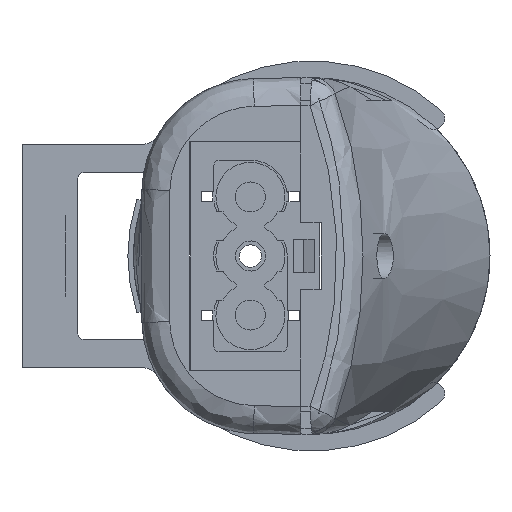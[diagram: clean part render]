
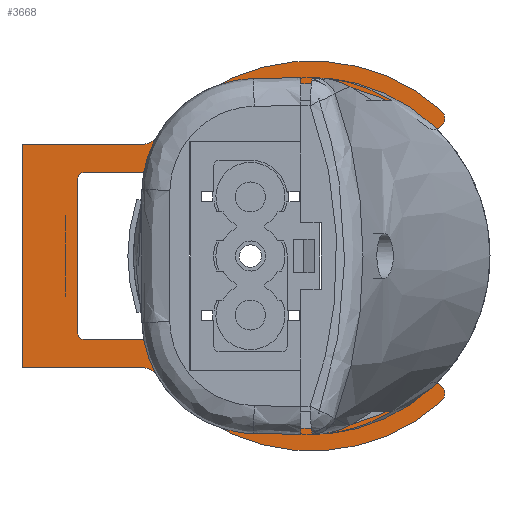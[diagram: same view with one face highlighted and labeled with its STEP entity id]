
A CAD part, left-side view. The second image highlights one B-rep face of the part: STEP entity #3668.
In plain terms, the highlighted planar face has unit normal (-1, 0, 0).
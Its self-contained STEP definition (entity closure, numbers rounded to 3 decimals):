
#80=PLANE('',#3935);
#415=FACE_OUTER_BOUND('',#551,.T.);
#551=EDGE_LOOP('',(#3305,#3306,#3307,#3308,#3309,#3310,#3311,#3312,#3313,
#3314,#3315,#3316,#3317,#3318,#3319,#3320,#3321,#3322));
#790=LINE('',#8310,#1077);
#793=LINE('',#8322,#1080);
#801=LINE('',#8339,#1088);
#806=LINE('',#8349,#1093);
#808=LINE('',#8354,#1095);
#817=LINE('',#8402,#1104);
#1077=VECTOR('',#4573,10.63);
#1080=VECTOR('',#4584,10.63);
#1088=VECTOR('',#4596,14.);
#1093=VECTOR('',#4603,6.644);
#1095=VECTOR('',#4607,6.644);
#1104=VECTOR('',#4666,20.);
#1300=CIRCLE('',#3906,2.);
#1301=CIRCLE('',#3909,2.);
#1314=CIRCLE('',#3928,17.5);
#1315=CIRCLE('',#3930,17.5);
#1316=CIRCLE('',#3932,1.);
#1317=CIRCLE('',#3934,1.);
#1318=CIRCLE('',#3936,0.5);
#1319=CIRCLE('',#3937,0.5);
#1320=CIRCLE('',#3938,0.5);
#1321=CIRCLE('',#3939,0.5);
#1322=CIRCLE('',#3940,15.5);
#1323=CIRCLE('',#3941,15.5);
#1812=VERTEX_POINT('',#8300);
#1813=VERTEX_POINT('',#8302);
#1815=VERTEX_POINT('',#8308);
#1816=VERTEX_POINT('',#8312);
#1817=VERTEX_POINT('',#8313);
#1820=VERTEX_POINT('',#8321);
#1826=VERTEX_POINT('',#8336);
#1827=VERTEX_POINT('',#8338);
#1829=VERTEX_POINT('',#8343);
#1831=VERTEX_POINT('',#8347);
#1832=VERTEX_POINT('',#8351);
#1833=VERTEX_POINT('',#8353);
#1842=VERTEX_POINT('',#8379);
#1843=VERTEX_POINT('',#8383);
#1844=VERTEX_POINT('',#8387);
#1845=VERTEX_POINT('',#8391);
#1846=VERTEX_POINT('',#8395);
#1847=VERTEX_POINT('',#8399);
#2456=EDGE_CURVE('',#1812,#1813,#1300,.T.);
#2460=EDGE_CURVE('',#1815,#1812,#790,.T.);
#2461=EDGE_CURVE('',#1816,#1817,#1301,.T.);
#2465=EDGE_CURVE('',#1820,#1817,#793,.T.);
#2474=EDGE_CURVE('',#1827,#1826,#801,.T.);
#2479=EDGE_CURVE('',#1829,#1831,#806,.T.);
#2481=EDGE_CURVE('',#1833,#1832,#808,.T.);
#2497=EDGE_CURVE('',#1816,#1842,#1314,.T.);
#2498=EDGE_CURVE('',#1843,#1813,#1315,.T.);
#2500=EDGE_CURVE('',#1843,#1844,#1316,.T.);
#2502=EDGE_CURVE('',#1845,#1842,#1317,.T.);
#2504=EDGE_CURVE('',#1833,#1846,#1318,.T.);
#2505=EDGE_CURVE('',#1827,#1832,#1319,.T.);
#2506=EDGE_CURVE('',#1829,#1826,#1320,.T.);
#2507=EDGE_CURVE('',#1847,#1831,#1321,.T.);
#2508=EDGE_CURVE('',#1847,#1844,#1322,.T.);
#2509=EDGE_CURVE('',#1820,#1815,#817,.T.);
#2510=EDGE_CURVE('',#1845,#1846,#1323,.T.);
#3305=ORIENTED_EDGE('',*,*,#2504,.F.);
#3306=ORIENTED_EDGE('',*,*,#2481,.T.);
#3307=ORIENTED_EDGE('',*,*,#2505,.F.);
#3308=ORIENTED_EDGE('',*,*,#2474,.T.);
#3309=ORIENTED_EDGE('',*,*,#2506,.F.);
#3310=ORIENTED_EDGE('',*,*,#2479,.T.);
#3311=ORIENTED_EDGE('',*,*,#2507,.F.);
#3312=ORIENTED_EDGE('',*,*,#2508,.T.);
#3313=ORIENTED_EDGE('',*,*,#2500,.F.);
#3314=ORIENTED_EDGE('',*,*,#2498,.T.);
#3315=ORIENTED_EDGE('',*,*,#2456,.F.);
#3316=ORIENTED_EDGE('',*,*,#2460,.F.);
#3317=ORIENTED_EDGE('',*,*,#2509,.F.);
#3318=ORIENTED_EDGE('',*,*,#2465,.T.);
#3319=ORIENTED_EDGE('',*,*,#2461,.F.);
#3320=ORIENTED_EDGE('',*,*,#2497,.T.);
#3321=ORIENTED_EDGE('',*,*,#2502,.F.);
#3322=ORIENTED_EDGE('',*,*,#2510,.T.);
#3668=ADVANCED_FACE('',(#415),#80,.T.);
#3906=AXIS2_PLACEMENT_3D('',#8303,#4566,#4567);
#3909=AXIS2_PLACEMENT_3D('',#8314,#4576,#4577);
#3928=AXIS2_PLACEMENT_3D('',#8381,#4637,#4638);
#3930=AXIS2_PLACEMENT_3D('',#8384,#4641,#4642);
#3932=AXIS2_PLACEMENT_3D('',#8388,#4646,#4647);
#3934=AXIS2_PLACEMENT_3D('',#8392,#4651,#4652);
#3935=AXIS2_PLACEMENT_3D('',#8394,#4654,#4655);
#3936=AXIS2_PLACEMENT_3D('',#8396,#4656,#4657);
#3937=AXIS2_PLACEMENT_3D('',#8397,#4658,#4659);
#3938=AXIS2_PLACEMENT_3D('',#8398,#4660,#4661);
#3939=AXIS2_PLACEMENT_3D('',#8400,#4662,#4663);
#3940=AXIS2_PLACEMENT_3D('',#8401,#4664,#4665);
#3941=AXIS2_PLACEMENT_3D('',#8403,#4667,#4668);
#4566=DIRECTION('center_axis',(-1.,0.,0.));
#4567=DIRECTION('ref_axis',(0.,-0.439,-0.899));
#4573=DIRECTION('',(0.,-1.,0.));
#4576=DIRECTION('center_axis',(-1.,0.,0.));
#4577=DIRECTION('ref_axis',(0.,-0.439,0.899));
#4584=DIRECTION('',(0.,-1.,0.));
#4596=DIRECTION('',(0.,0.,1.));
#4603=DIRECTION('',(0.,-1.,0.));
#4607=DIRECTION('',(0.,1.,0.));
#4637=DIRECTION('center_axis',(-1.,0.,0.));
#4638=DIRECTION('ref_axis',(0.,0.,-1.));
#4641=DIRECTION('center_axis',(-1.,0.,0.));
#4642=DIRECTION('ref_axis',(0.,0.,-1.));
#4646=DIRECTION('center_axis',(1.,0.,0.));
#4647=DIRECTION('ref_axis',(0.,-1.,0.03));
#4651=DIRECTION('center_axis',(1.,0.,0.));
#4652=DIRECTION('ref_axis',(0.,-0.03,1.));
#4654=DIRECTION('center_axis',(-1.,0.,0.));
#4655=DIRECTION('ref_axis',(0.,0.,-1.));
#4656=DIRECTION('center_axis',(1.,0.,0.));
#4657=DIRECTION('ref_axis',(0.,-0.5,0.866));
#4658=DIRECTION('center_axis',(-1.,0.,0.));
#4659=DIRECTION('ref_axis',(0.,0.707,-0.707));
#4660=DIRECTION('center_axis',(-1.,0.,0.));
#4661=DIRECTION('ref_axis',(0.,0.707,0.707));
#4662=DIRECTION('center_axis',(1.,0.,0.));
#4663=DIRECTION('ref_axis',(0.,-0.5,-0.866));
#4664=DIRECTION('center_axis',(1.,0.,0.));
#4665=DIRECTION('ref_axis',(0.,-0.707,-0.707));
#4666=DIRECTION('',(0.,0.,1.));
#4667=DIRECTION('center_axis',(1.,0.,0.));
#4668=DIRECTION('ref_axis',(0.,-0.707,-0.707));
#8300=CARTESIAN_POINT('',(-307.5,15.37,10.));
#8302=CARTESIAN_POINT('',(-307.5,13.794,10.769));
#8303=CARTESIAN_POINT('Origin',(-307.5,15.37,12.));
#8308=CARTESIAN_POINT('',(-307.5,26.,10.));
#8310=CARTESIAN_POINT('',(-307.5,26.,10.));
#8312=CARTESIAN_POINT('',(-307.5,13.794,-10.769));
#8313=CARTESIAN_POINT('',(-307.5,15.37,-10.));
#8314=CARTESIAN_POINT('Origin',(-307.5,15.37,-12.));
#8321=CARTESIAN_POINT('',(-307.5,26.,-10.));
#8322=CARTESIAN_POINT('',(-307.5,14.361,-10.));
#8336=CARTESIAN_POINT('',(-307.5,21.,7.));
#8338=CARTESIAN_POINT('',(-307.5,21.,-7.));
#8339=CARTESIAN_POINT('',(-307.5,21.,1.25));
#8343=CARTESIAN_POINT('',(-307.5,20.5,7.5));
#8347=CARTESIAN_POINT('',(-307.5,13.856,7.5));
#8349=CARTESIAN_POINT('',(-307.5,23.5,7.5));
#8351=CARTESIAN_POINT('',(-307.5,20.5,-7.5));
#8353=CARTESIAN_POINT('',(-307.5,13.856,-7.5));
#8354=CARTESIAN_POINT('',(-307.5,19.782,-7.5));
#8379=CARTESIAN_POINT('',(-307.5,-11.602,-13.102));
#8381=CARTESIAN_POINT('Origin',(-307.5,0.,0.));
#8383=CARTESIAN_POINT('',(-307.5,-11.602,13.102));
#8384=CARTESIAN_POINT('Origin',(-307.5,0.,0.));
#8387=CARTESIAN_POINT('',(-307.5,-10.276,11.604));
#8388=CARTESIAN_POINT('Origin',(-307.5,-10.939,12.353));
#8391=CARTESIAN_POINT('',(-307.5,-10.276,-11.604));
#8392=CARTESIAN_POINT('Origin',(-307.5,-10.939,-12.353));
#8394=CARTESIAN_POINT('Origin',(-307.5,26.,10.));
#8395=CARTESIAN_POINT('',(-307.5,13.423,-7.75));
#8396=CARTESIAN_POINT('Origin',(-307.5,13.856,-8.));
#8397=CARTESIAN_POINT('Origin',(-307.5,20.5,-7.));
#8398=CARTESIAN_POINT('Origin',(-307.5,20.5,7.));
#8399=CARTESIAN_POINT('',(-307.5,13.423,7.75));
#8400=CARTESIAN_POINT('Origin',(-307.5,13.856,8.));
#8401=CARTESIAN_POINT('Origin',(-307.5,0.,0.));
#8402=CARTESIAN_POINT('',(-307.5,26.,-2.5));
#8403=CARTESIAN_POINT('Origin',(-307.5,0.,0.));
